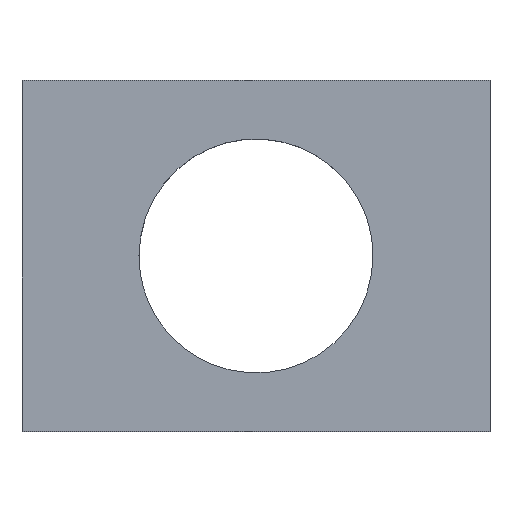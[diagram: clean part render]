
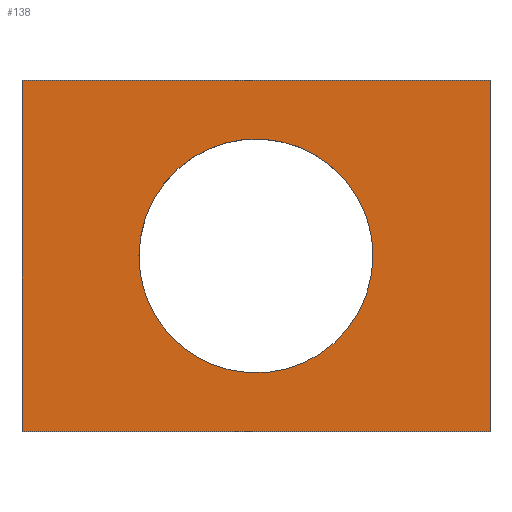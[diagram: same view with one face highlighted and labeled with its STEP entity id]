
A CAD part, top view. The second image highlights one B-rep face of the part: STEP entity #138.
In plain terms, the highlighted planar face has unit normal (0, 0, 1).
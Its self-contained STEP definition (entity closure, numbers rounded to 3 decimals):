
#19=CARTESIAN_POINT('#19',(20.,0.0,3.0));
#20=VERTEX_POINT('',#19);
#21=CARTESIAN_POINT('#21',(0.0,0.0,3.0));
#22=VERTEX_POINT('',#21);
#23=CARTESIAN_POINT('#23',(20.,15.,3.0));
#24=VERTEX_POINT('',#23);
#25=CARTESIAN_POINT('#25',(0.0,15.,3.0));
#26=VERTEX_POINT('',#25);
#27=CARTESIAN_POINT('#27',(5.0,7.5,3.0));
#28=VERTEX_POINT('',#27);
#29=CARTESIAN_POINT('#29',(15.,7.5,3.0));
#30=VERTEX_POINT('',#29);
#43=CARTESIAN_POINT('#43',(20.,0.0,3.0));
#44=CARTESIAN_POINT('#44',(0.0,0.0,3.0));
#45=B_SPLINE_CURVE_WITH_KNOTS('',1,(#43,#44),.UNSPECIFIED.,.F.,.F.,(2,2)
,(0.0,1.0),.UNSPECIFIED.);
#46=CARTESIAN_POINT('#46',(20.,15.,3.0));
#47=CARTESIAN_POINT('#47',(20.,0.0,3.0));
#48=B_SPLINE_CURVE_WITH_KNOTS('',1,(#46,#47),.UNSPECIFIED.,.F.,.F.,(2,2)
,(0.0,1.0),.UNSPECIFIED.);
#49=CARTESIAN_POINT('#49',(0.0,15.,3.0));
#50=CARTESIAN_POINT('#50',(20.,15.,3.0));
#51=B_SPLINE_CURVE_WITH_KNOTS('',1,(#49,#50),.UNSPECIFIED.,.F.,.F.,(2,2)
,(0.0,1.0),.UNSPECIFIED.);
#52=CARTESIAN_POINT('#52',(0.0,0.0,3.0));
#53=CARTESIAN_POINT('#53',(0.0,15.,3.0));
#54=B_SPLINE_CURVE_WITH_KNOTS('',1,(#52,#53),.UNSPECIFIED.,.F.,.F.,(2,2)
,(0.0,1.0),.UNSPECIFIED.);
#55=CARTESIAN_POINT('#55',(5.0,7.5,3.0));
#56=CARTESIAN_POINT('#56',(5.0,17.5,3.0));
#57=CARTESIAN_POINT('#57',(15.,17.5,3.0));
#58=CARTESIAN_POINT('#58',(15.,7.5,3.0));
#59=(BOUNDED_CURVE()B_SPLINE_CURVE(3,(#55,#56,#57,#58),.UNSPECIFIED.,.F.
,.F.)B_SPLINE_CURVE_WITH_KNOTS((4,4),(0.0,1.0),.UNSPECIFIED.)CURVE()
GEOMETRIC_REPRESENTATION_ITEM()RATIONAL_B_SPLINE_CURVE((1.0,
0.333,0.333,1.0))REPRESENTATION_ITEM(''));
#60=CARTESIAN_POINT('#60',(15.,7.5,3.0));
#61=CARTESIAN_POINT('#61',(15.,-2.5,3.0));
#62=CARTESIAN_POINT('#62',(5.0,-2.5,3.0));
#63=CARTESIAN_POINT('#63',(5.0,7.5,3.0));
#64=(BOUNDED_CURVE()B_SPLINE_CURVE(3,(#60,#61,#62,#63),.UNSPECIFIED.,.F.
,.F.)B_SPLINE_CURVE_WITH_KNOTS((4,4),(0.0,1.0),.UNSPECIFIED.)CURVE()
GEOMETRIC_REPRESENTATION_ITEM()RATIONAL_B_SPLINE_CURVE((1.0,
0.333,0.333,1.0))REPRESENTATION_ITEM(''));
#105=EDGE_CURVE('',#20,#22,#45,.T.);
#106=EDGE_CURVE('',#24,#20,#48,.T.);
#107=EDGE_CURVE('',#26,#24,#51,.T.);
#108=EDGE_CURVE('',#22,#26,#54,.T.);
#109=EDGE_CURVE('',#28,#30,#59,.T.);
#110=EDGE_CURVE('',#30,#28,#64,.T.);
#123=ORIENTED_EDGE('#123',*,*,#105,.F.);
#124=ORIENTED_EDGE('#124',*,*,#106,.F.);
#125=ORIENTED_EDGE('#125',*,*,#107,.F.);
#126=ORIENTED_EDGE('#126',*,*,#108,.F.);
#127=EDGE_LOOP('#127',(#123,#124,#125,#126));
#128=FACE_OUTER_BOUND('#128',#127,.T.);
#129=ORIENTED_EDGE('#129',*,*,#109,.T.);
#130=ORIENTED_EDGE('#130',*,*,#110,.T.);
#131=EDGE_LOOP('#131',(#129,#130));
#132=FACE_BOUND('#132',#131,.T.);
#133=CARTESIAN_POINT('#133',(10.,7.5,3.0));
#134=DIRECTION('#134',(0.0,0.0,1.0));
#135=DIRECTION('#135',(1.0,0.0,0.0));
#136=AXIS2_PLACEMENT_3D('#136',#133,#134,#135);
#137=PLANE('',#136);
#138=ADVANCED_FACE('',(#128,#132),#137,.T.);
